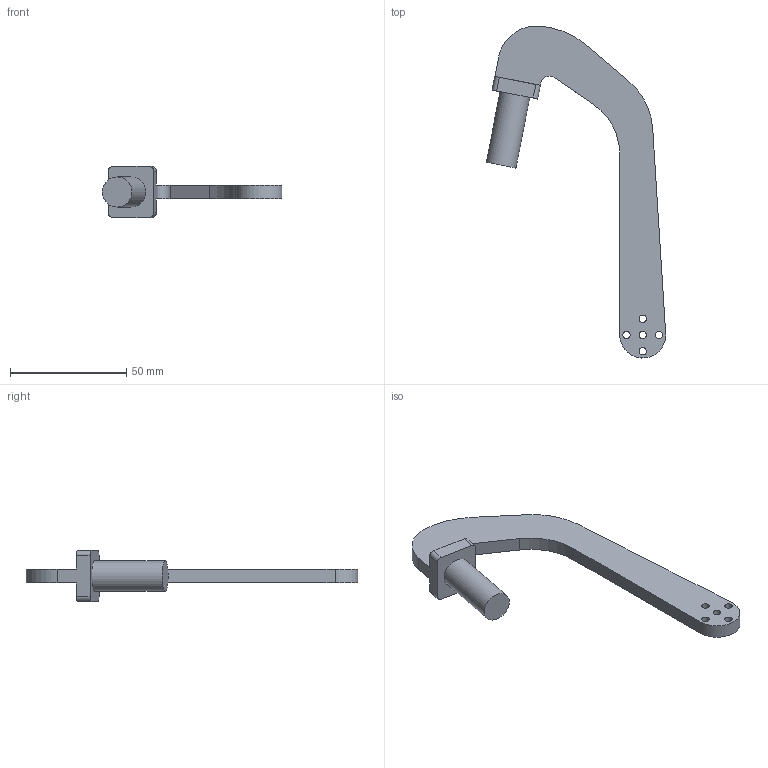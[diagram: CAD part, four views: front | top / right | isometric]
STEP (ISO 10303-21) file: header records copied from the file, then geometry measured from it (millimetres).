
FILE_DESCRIPTION(/* description */ (''),/* implementation_level */ '2;1');
FILE_NAME(/* name */ 'servo arm_ipt_cec23c35.STEP',/* time_stamp */ '2021-11-27T22:58:43+02:00',/* author */ ('Hesha'),/* organization */ (''),/* preprocessor_version */ 'ST-DEVELOPER v18',/* originating_system */ 'Autodesk Inventor 2020',/* authorisation */ '');
FILE_SCHEMA (('AUTOMOTIVE_DESIGN { 1 0 10303 214 3 1 1 }'));
Length unit declared in the file: millimetre
Products named in the file (1): servo arm
Bounding box: 77.28 x 143.02 x 22 mm (x, y, z)
Volume: 24920.3 mm3; surface area: 10993.8 mm2
Topology: 1 solids, 1 shells, 30 faces, 83 edges, 56 vertices
Faces by surface type: cylinder 16, plane 14
Full cylindrical faces by diameter (mm): 3.2 x5, 13 x1
Entity records: 1038 total; most frequent: DIRECTION 179, CARTESIAN_POINT 170, ORIENTED_EDGE 166, EDGE_CURVE 83, AXIS2_PLACEMENT_3D 65, VERTEX_POINT 56, LINE 49, VECTOR 49
